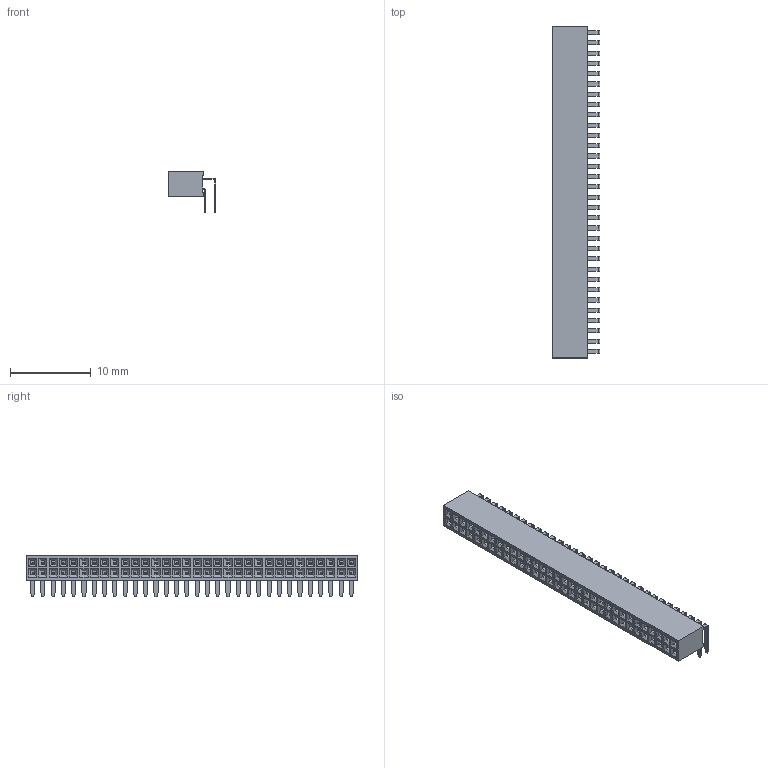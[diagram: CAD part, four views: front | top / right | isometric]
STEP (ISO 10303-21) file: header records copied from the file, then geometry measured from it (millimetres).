
FILE_DESCRIPTION(/* description */ ('model of PinSocket_2x32_P1.27mm_Horizontal'),/* implementation_level */ '2;1');
FILE_NAME(/* name */ 'PinSocket_2x32_P1.27mm_Horizontal.step',/* time_stamp */ '2017-11-27T04:14:58',/* author */ ('Terje Io','https://github.com/terjeio'),/* organization */ ('FreeCAD'),/* preprocessor_version */ 'OCC',/* originating_system */ 'kicad StepUp',/* authorisation */ '');
FILE_SCHEMA(('AUTOMOTIVE_DESIGN_CC2 { 1 2 10303 214 -1 1 5 4 }'));
Length unit declared in the file: millimetre
Products named in the file (1): PinSocket_2x32_P127mm_Horizontal
Bounding box: 5.89 x 40.99 x 5.12 mm (x, y, z)
Volume: 506.5 mm3; surface area: 1505.4 mm2
Topology: 1 solids, 1 shells, 2250 faces, 5912 edges, 3856 vertices
Faces by surface type: plane 2122, cylinder 128
Entity records: 43989 total; most frequent: ORIENTED_EDGE 9508, EDGE_CURVE 5912, CARTESIAN_POINT 5399, LINE 5398, VERTEX_POINT 3856, FACE_BOUND 2442, EDGE_LOOP 2442, ADVANCED_FACE 2250
